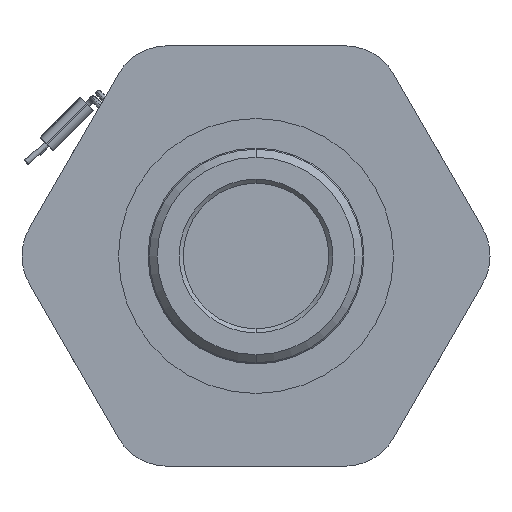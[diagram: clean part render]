
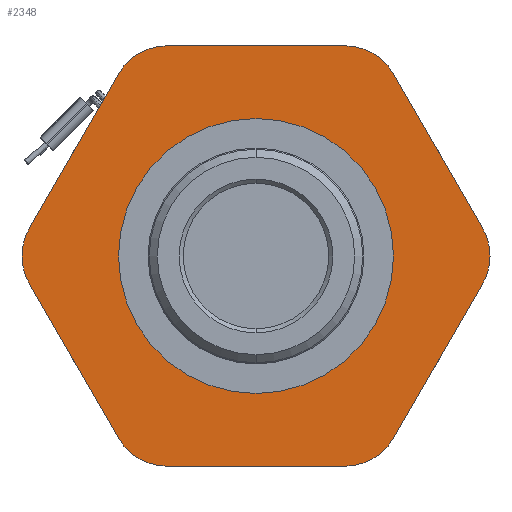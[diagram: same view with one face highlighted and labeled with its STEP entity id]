
A CAD part, front view. The second image highlights one B-rep face of the part: STEP entity #2348.
In plain terms, the highlighted planar face has unit normal (0, -1, 0).
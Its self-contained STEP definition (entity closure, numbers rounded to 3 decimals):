
#41 = AXIS2_PLACEMENT_3D ( 'NONE', #6819, #3798, #4730 ) ;
#231 = DIRECTION ( 'NONE',  ( 0., 0., -1. ) ) ;
#272 = DIRECTION ( 'NONE',  ( 0., 0., -1. ) ) ;
#322 = CIRCLE ( 'NONE', #11900, 7. ) ;
#361 = DIRECTION ( 'NONE',  ( 0., -1., 0. ) ) ;
#537 = PLANE ( 'NONE',  #9156 ) ;
#748 = CIRCLE ( 'NONE', #11211, 17. ) ;
#929 = CARTESIAN_POINT ( 'NONE',  ( 10.97, -7., -26. ) ) ;
#1149 = DIRECTION ( 'NONE',  ( -1., 0., 0. ) ) ;
#1369 = VERTEX_POINT ( 'NONE', #11239 ) ;
#1397 = LINE ( 'NONE', #10377, #10457 ) ;
#1563 = LINE ( 'NONE', #10828, #6920 ) ;
#1695 = AXIS2_PLACEMENT_3D ( 'NONE', #4176, #5346, #11312 ) ;
#1771 = VERTEX_POINT ( 'NONE', #2089 ) ;
#2089 = CARTESIAN_POINT ( 'NONE',  ( -28.001, -7., -3.5 ) ) ;
#2125 = CARTESIAN_POINT ( 'NONE',  ( 0., -7., 17. ) ) ;
#2202 = CARTESIAN_POINT ( 'NONE',  ( 10.97, -7., 19. ) ) ;
#2212 = VERTEX_POINT ( 'NONE', #2125 ) ;
#2224 = CARTESIAN_POINT ( 'NONE',  ( 10.97, -7., 26. ) ) ;
#2258 = CARTESIAN_POINT ( 'NONE',  ( 21.939, -7., 0. ) ) ;
#2295 = CARTESIAN_POINT ( 'NONE',  ( 17.032, -7., 22.5 ) ) ;
#2339 = DIRECTION ( 'NONE',  ( 0., -1., 0. ) ) ;
#2344 = VERTEX_POINT ( 'NONE', #2224 ) ;
#2348 = ADVANCED_FACE ( 'NONE', ( #5478, #2873 ), #537, .T. ) ;
#2446 = CARTESIAN_POINT ( 'NONE',  ( -21.939, -7., 0. ) ) ;
#2627 = AXIS2_PLACEMENT_3D ( 'NONE', #11953, #8830, #7764 ) ;
#2873 = FACE_BOUND ( 'NONE', #6112, .T. ) ;
#2907 = ORIENTED_EDGE ( 'NONE', *, *, #6707, .F. ) ;
#2933 = VECTOR ( 'NONE', #12253, 1000. ) ;
#3041 = VECTOR ( 'NONE', #8807, 1000. ) ;
#3061 = ORIENTED_EDGE ( 'NONE', *, *, #10200, .F. ) ;
#3250 = DIRECTION ( 'NONE',  ( 0., -1., 0. ) ) ;
#3454 = VECTOR ( 'NONE', #11298, 1000. ) ;
#3515 = LINE ( 'NONE', #8901, #3041 ) ;
#3550 = CARTESIAN_POINT ( 'NONE',  ( -17.032, -7., -22.5 ) ) ;
#3632 = DIRECTION ( 'NONE',  ( 0., 0., -1. ) ) ;
#3647 = ORIENTED_EDGE ( 'NONE', *, *, #6850, .T. ) ;
#3798 = DIRECTION ( 'NONE',  ( 0., -1., 0. ) ) ;
#4138 = CIRCLE ( 'NONE', #2627, 7. ) ;
#4175 = EDGE_CURVE ( 'NONE', #5724, #8522, #1397, .T. ) ;
#4176 = CARTESIAN_POINT ( 'NONE',  ( 0., -7., 0. ) ) ;
#4211 = VECTOR ( 'NONE', #1149, 1000. ) ;
#4238 = ORIENTED_EDGE ( 'NONE', *, *, #5158, .T. ) ;
#4335 = VERTEX_POINT ( 'NONE', #5444 ) ;
#4385 = ORIENTED_EDGE ( 'NONE', *, *, #10366, .T. ) ;
#4394 = AXIS2_PLACEMENT_3D ( 'NONE', #2202, #3250, #231 ) ;
#4712 = CARTESIAN_POINT ( 'NONE',  ( 28.001, -7., 3.5 ) ) ;
#4730 = DIRECTION ( 'NONE',  ( 0., 0., -1. ) ) ;
#4996 = EDGE_CURVE ( 'NONE', #9195, #12056, #12444, .T. ) ;
#5158 = EDGE_CURVE ( 'NONE', #7081, #12056, #322, .T. ) ;
#5339 = CARTESIAN_POINT ( 'NONE',  ( 0., -7., 0. ) ) ;
#5346 = DIRECTION ( 'NONE',  ( 0., -1., 0. ) ) ;
#5384 = DIRECTION ( 'NONE',  ( 0., 0., -1. ) ) ;
#5444 = CARTESIAN_POINT ( 'NONE',  ( 28.001, -7., -3.5 ) ) ;
#5478 = FACE_OUTER_BOUND ( 'NONE', #10277, .T. ) ;
#5700 = LINE ( 'NONE', #12390, #2933 ) ;
#5724 = VERTEX_POINT ( 'NONE', #2295 ) ;
#5862 = CARTESIAN_POINT ( 'NONE',  ( -28.001, -7., 3.5 ) ) ;
#5870 = CARTESIAN_POINT ( 'NONE',  ( 17., -7., 0. ) ) ;
#5953 = CARTESIAN_POINT ( 'NONE',  ( -10.97, -7., 19. ) ) ;
#6035 = CARTESIAN_POINT ( 'NONE',  ( -10.97, -7., -26. ) ) ;
#6059 = EDGE_CURVE ( 'NONE', #1369, #2212, #7241, .T. ) ;
#6112 = EDGE_LOOP ( 'NONE', ( #12027, #8642 ) ) ;
#6219 = CARTESIAN_POINT ( 'NONE',  ( 17., -7., -26. ) ) ;
#6526 = DIRECTION ( 'NONE',  ( 0., 0., -1. ) ) ;
#6707 = EDGE_CURVE ( 'NONE', #8013, #1771, #5700, .T. ) ;
#6819 = CARTESIAN_POINT ( 'NONE',  ( 10.97, -7., -19. ) ) ;
#6831 = DIRECTION ( 'NONE',  ( -0.5, 0., -0.866 ) ) ;
#6850 = EDGE_CURVE ( 'NONE', #4335, #8522, #12387, .T. ) ;
#6905 = CIRCLE ( 'NONE', #4394, 7. ) ;
#6920 = VECTOR ( 'NONE', #6831, 1000. ) ;
#6942 = ORIENTED_EDGE ( 'NONE', *, *, #9901, .F. ) ;
#7030 = EDGE_CURVE ( 'NONE', #9195, #1771, #10000, .T. ) ;
#7081 = VERTEX_POINT ( 'NONE', #11721 ) ;
#7241 = CIRCLE ( 'NONE', #1695, 17. ) ;
#7389 = ORIENTED_EDGE ( 'NONE', *, *, #10118, .T. ) ;
#7549 = CIRCLE ( 'NONE', #41, 7. ) ;
#7551 = EDGE_CURVE ( 'NONE', #12057, #13129, #12030, .T. ) ;
#7567 = ORIENTED_EDGE ( 'NONE', *, *, #4175, .F. ) ;
#7732 = DIRECTION ( 'NONE',  ( 0., -1., 0. ) ) ;
#7764 = DIRECTION ( 'NONE',  ( 0., 0., -1. ) ) ;
#8013 = VERTEX_POINT ( 'NONE', #3550 ) ;
#8141 = CARTESIAN_POINT ( 'NONE',  ( -17.032, -7., 22.5 ) ) ;
#8522 = VERTEX_POINT ( 'NONE', #4712 ) ;
#8642 = ORIENTED_EDGE ( 'NONE', *, *, #13015, .F. ) ;
#8667 = ORIENTED_EDGE ( 'NONE', *, *, #4996, .F. ) ;
#8807 = DIRECTION ( 'NONE',  ( 1., 0., 0. ) ) ;
#8830 = DIRECTION ( 'NONE',  ( 0., -1., 0. ) ) ;
#8901 = CARTESIAN_POINT ( 'NONE',  ( 17., -7., 26. ) ) ;
#8929 = CARTESIAN_POINT ( 'NONE',  ( 17.032, -7., -22.5 ) ) ;
#9156 = AXIS2_PLACEMENT_3D ( 'NONE', #5870, #13062, #3632 ) ;
#9174 = CARTESIAN_POINT ( 'NONE',  ( -18.267, -7., 20.361 ) ) ;
#9195 = VERTEX_POINT ( 'NONE', #5862 ) ;
#9207 = DIRECTION ( 'NONE',  ( 0.5, 0., -0.866 ) ) ;
#9341 = VERTEX_POINT ( 'NONE', #8929 ) ;
#9514 = AXIS2_PLACEMENT_3D ( 'NONE', #2258, #2339, #5384 ) ;
#9560 = DIRECTION ( 'NONE',  ( 0., -1., 0. ) ) ;
#9901 = EDGE_CURVE ( 'NONE', #4335, #9341, #1563, .T. ) ;
#10000 = CIRCLE ( 'NONE', #10212, 7. ) ;
#10118 = EDGE_CURVE ( 'NONE', #5724, #2344, #6905, .T. ) ;
#10200 = EDGE_CURVE ( 'NONE', #7081, #2344, #3515, .T. ) ;
#10212 = AXIS2_PLACEMENT_3D ( 'NONE', #2446, #361, #6526 ) ;
#10277 = EDGE_LOOP ( 'NONE', ( #3061, #4238, #8667, #11713, #2907, #10323, #11964, #4385, #6942, #3647, #7567, #7389 ) ) ;
#10323 = ORIENTED_EDGE ( 'NONE', *, *, #13246, .T. ) ;
#10366 = EDGE_CURVE ( 'NONE', #12057, #9341, #7549, .T. ) ;
#10377 = CARTESIAN_POINT ( 'NONE',  ( 26.767, -7., 5.639 ) ) ;
#10457 = VECTOR ( 'NONE', #9207, 1000. ) ;
#10828 = CARTESIAN_POINT ( 'NONE',  ( 26.767, -7., -5.639 ) ) ;
#11211 = AXIS2_PLACEMENT_3D ( 'NONE', #5339, #9560, #272 ) ;
#11239 = CARTESIAN_POINT ( 'NONE',  ( 0., -7., -17. ) ) ;
#11298 = DIRECTION ( 'NONE',  ( 0.5, 0., 0.866 ) ) ;
#11312 = DIRECTION ( 'NONE',  ( 0., 0., -1. ) ) ;
#11713 = ORIENTED_EDGE ( 'NONE', *, *, #7030, .T. ) ;
#11721 = CARTESIAN_POINT ( 'NONE',  ( -10.97, -7., 26. ) ) ;
#11900 = AXIS2_PLACEMENT_3D ( 'NONE', #5953, #7732, #13092 ) ;
#11953 = CARTESIAN_POINT ( 'NONE',  ( -10.97, -7., -19. ) ) ;
#11964 = ORIENTED_EDGE ( 'NONE', *, *, #7551, .F. ) ;
#12027 = ORIENTED_EDGE ( 'NONE', *, *, #6059, .F. ) ;
#12030 = LINE ( 'NONE', #6219, #4211 ) ;
#12056 = VERTEX_POINT ( 'NONE', #8141 ) ;
#12057 = VERTEX_POINT ( 'NONE', #929 ) ;
#12253 = DIRECTION ( 'NONE',  ( -0.5, 0., 0.866 ) ) ;
#12387 = CIRCLE ( 'NONE', #9514, 7. ) ;
#12390 = CARTESIAN_POINT ( 'NONE',  ( -18.267, -7., -20.361 ) ) ;
#12444 = LINE ( 'NONE', #9174, #3454 ) ;
#13015 = EDGE_CURVE ( 'NONE', #2212, #1369, #748, .T. ) ;
#13062 = DIRECTION ( 'NONE',  ( 0., -1., 0. ) ) ;
#13092 = DIRECTION ( 'NONE',  ( 0., 0., -1. ) ) ;
#13129 = VERTEX_POINT ( 'NONE', #6035 ) ;
#13246 = EDGE_CURVE ( 'NONE', #8013, #13129, #4138, .T. ) ;
